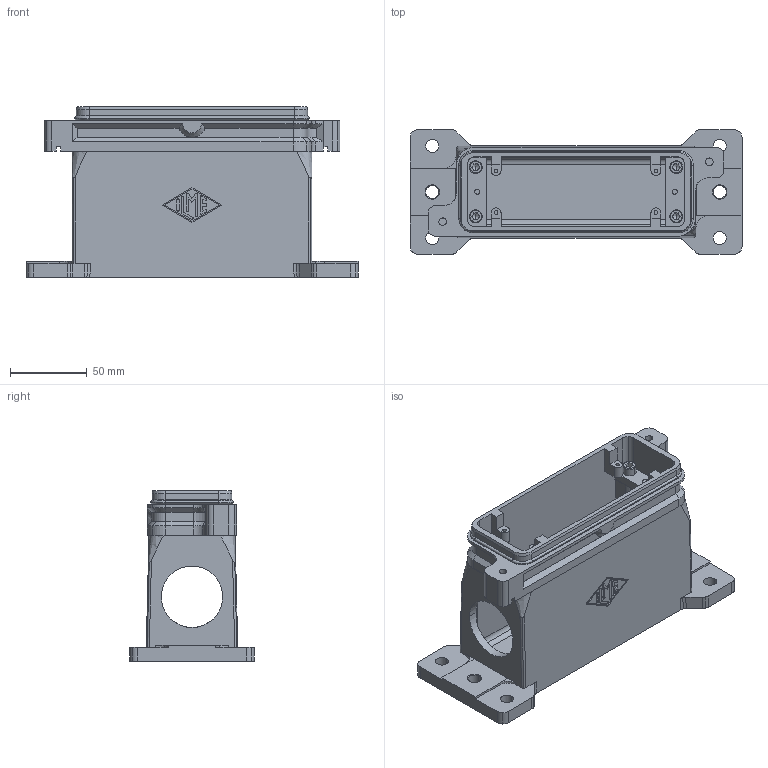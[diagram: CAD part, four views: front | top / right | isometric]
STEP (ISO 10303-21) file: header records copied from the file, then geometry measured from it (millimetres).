
FILE_DESCRIPTION((''),'2;1');
FILE_NAME('MGP 24.240.stp','2007-01-11T16:02:21',('gembarski'),(''),'Autodesk Inventor 7','Autodesk Inventor 7','');
FILE_SCHEMA(('AUTOMOTIVE_DESIGN { 1 0 10303 214 1 1 1 1 }'));
Length unit declared in the file: millimetre
Products named in the file (1): Sockelgehäuse
Bounding box: 216 x 81 x 111 mm (x, y, z)
Volume: 387452.5 mm3; surface area: 127670.9 mm2
Topology: 1 solids, 7 shells, 567 faces, 1499 edges, 946 vertices
Faces by surface type: plane 233, cylinder 196, bspline 86, cone 32, torus 20
Entity records: 18970 total; most frequent: CARTESIAN_POINT 4847, ORIENTED_EDGE 2974, DIRECTION 2937, EDGE_CURVE 1487, AXIS2_PLACEMENT_3D 1030, VERTEX_POINT 946, VECTOR 877, LINE 877
